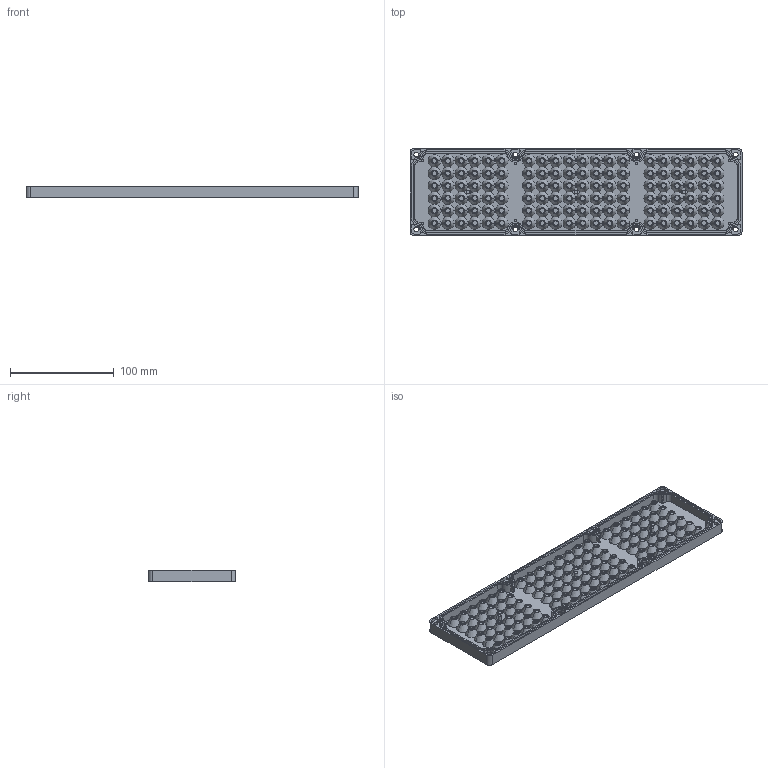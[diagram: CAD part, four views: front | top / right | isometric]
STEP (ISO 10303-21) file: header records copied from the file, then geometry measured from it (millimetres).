
FILE_DESCRIPTION (( 'STEP AP203' ), '1' );
FILE_NAME ('LENS 6x20 by Luxon 2 STEP.STEP', '2019-12-23T13:31:33', ( '' ), ( '' ), 'SwSTEP 2.0', 'SolidWorks 2019', '' );
FILE_SCHEMA (( 'CONFIG_CONTROL_DESIGN' ));
Length unit declared in the file: millimetre
Products named in the file (2): LENS 6x20 by Luxon 2 STEP
Bounding box: 320 x 84 x 11.25 mm (x, y, z)
Volume: 148024.8 mm3; surface area: 92388 mm2
Topology: 1 solids, 1 shells, 998 faces, 2402 edges, 1568 vertices
Faces by surface type: cone 534, plane 336, cylinder 128
Entity records: 29993 total; most frequent: DIRECTION 5942, CARTESIAN_POINT 4970, ORIENTED_EDGE 4804, AXIS2_PLACEMENT_3D 2540, EDGE_CURVE 2402, VERTEX_POINT 1568, CIRCLE 1540, EDGE_LOOP 1176
